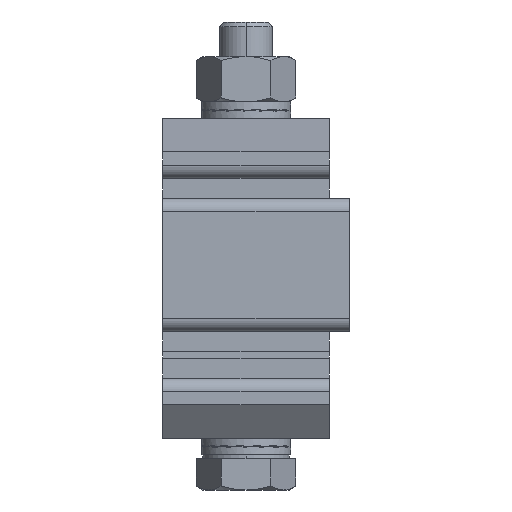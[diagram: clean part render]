
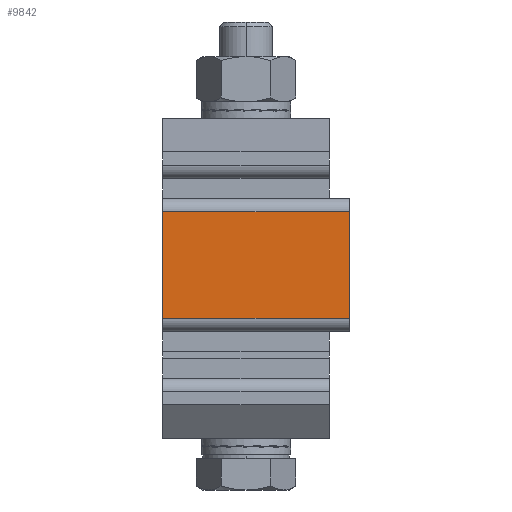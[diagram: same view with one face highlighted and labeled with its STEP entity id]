
A CAD part, left-side view. The second image highlights one B-rep face of the part: STEP entity #9842.
In plain terms, the highlighted planar face has unit normal (-1, 0, 0).
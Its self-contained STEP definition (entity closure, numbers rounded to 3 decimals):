
#177 = CARTESIAN_POINT ( 'NONE',  ( -110., -15.5, 5. ) ) ;
#580 = VECTOR ( 'NONE', #20998, 1000. ) ;
#921 = LINE ( 'NONE', #5466, #19541 ) ;
#1112 = CARTESIAN_POINT ( 'NONE',  ( -110., 12.5, 3. ) ) ;
#1301 = EDGE_LOOP ( 'NONE', ( #16511, #9500, #2647, #4886 ) ) ;
#2647 = ORIENTED_EDGE ( 'NONE', *, *, #10530, .F. ) ;
#3637 = AXIS2_PLACEMENT_3D ( 'NONE', #1112, #17787, #19465 ) ;
#4398 = CARTESIAN_POINT ( 'NONE',  ( -110., -15.5, 3. ) ) ;
#4886 = ORIENTED_EDGE ( 'NONE', *, *, #20902, .T. ) ;
#5466 = CARTESIAN_POINT ( 'NONE',  ( -110., 12.5, 21. ) ) ;
#7578 = CARTESIAN_POINT ( 'NONE',  ( -110., -15.5, 21. ) ) ;
#8057 = LINE ( 'NONE', #14323, #580 ) ;
#8335 = VERTEX_POINT ( 'NONE', #10083 ) ;
#9500 = ORIENTED_EDGE ( 'NONE', *, *, #21717, .T. ) ;
#9842 = ADVANCED_FACE ( 'NONE', ( #18456 ), #12873, .F. ) ;
#9864 = LINE ( 'NONE', #4398, #22110 ) ;
#10083 = CARTESIAN_POINT ( 'NONE',  ( -110., 12.5, 21. ) ) ;
#10530 = EDGE_CURVE ( 'NONE', #19518, #8335, #8057, .T. ) ;
#12394 = DIRECTION ( 'NONE',  ( 0., 1., 0. ) ) ;
#12873 = PLANE ( 'NONE',  #3637 ) ;
#13261 = DIRECTION ( 'NONE',  ( 0., -1., 0. ) ) ;
#13790 = VERTEX_POINT ( 'NONE', #177 ) ;
#14323 = CARTESIAN_POINT ( 'NONE',  ( -110., 12.5, 3. ) ) ;
#14454 = DIRECTION ( 'NONE',  ( 0., 0., 1. ) ) ;
#16511 = ORIENTED_EDGE ( 'NONE', *, *, #19141, .T. ) ;
#17713 = CARTESIAN_POINT ( 'NONE',  ( -110., 12.5, 5. ) ) ;
#17787 = DIRECTION ( 'NONE',  ( 1., 0., 0. ) ) ;
#18456 = FACE_OUTER_BOUND ( 'NONE', #1301, .T. ) ;
#18533 = VECTOR ( 'NONE', #13261, 1000. ) ;
#19062 = LINE ( 'NONE', #21810, #18533 ) ;
#19141 = EDGE_CURVE ( 'NONE', #13790, #21198, #9864, .T. ) ;
#19465 = DIRECTION ( 'NONE',  ( 0., 0., -1. ) ) ;
#19518 = VERTEX_POINT ( 'NONE', #17713 ) ;
#19541 = VECTOR ( 'NONE', #12394, 1000. ) ;
#20902 = EDGE_CURVE ( 'NONE', #19518, #13790, #19062, .T. ) ;
#20998 = DIRECTION ( 'NONE',  ( 0., 0., 1. ) ) ;
#21198 = VERTEX_POINT ( 'NONE', #7578 ) ;
#21717 = EDGE_CURVE ( 'NONE', #21198, #8335, #921, .T. ) ;
#21810 = CARTESIAN_POINT ( 'NONE',  ( -110., -15.5, 5. ) ) ;
#22110 = VECTOR ( 'NONE', #14454, 1000. ) ;
